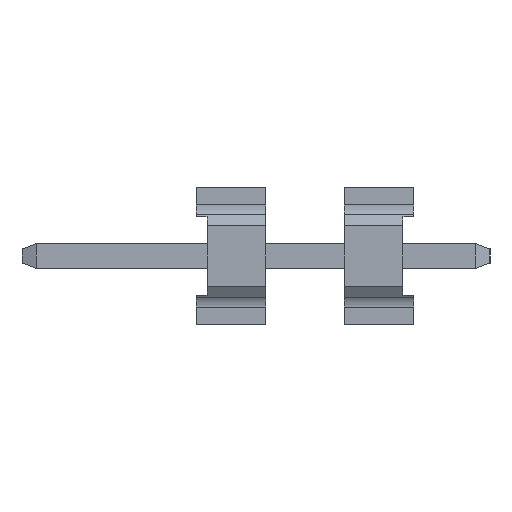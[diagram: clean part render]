
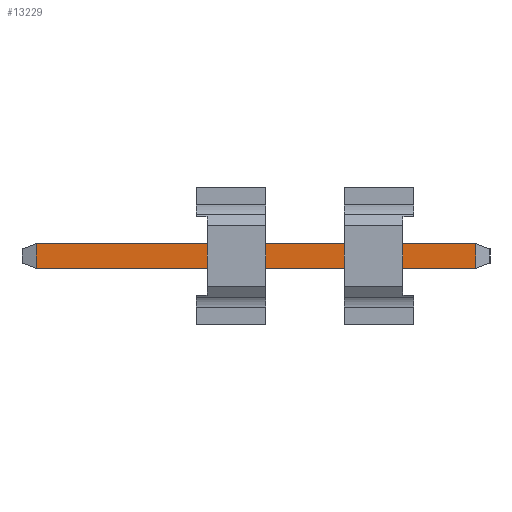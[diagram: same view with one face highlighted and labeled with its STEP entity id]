
A CAD part, left-side view. The second image highlights one B-rep face of the part: STEP entity #13229.
In plain terms, the highlighted planar face has unit normal (-1, 0, 0).
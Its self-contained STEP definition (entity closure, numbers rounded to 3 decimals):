
#12990=CARTESIAN_POINT('',(-0.57,-2.85,-0.57));
#12991=VERTEX_POINT('',#12990);
#13021=CARTESIAN_POINT('',(-0.57,17.35,-0.57));
#13022=VERTEX_POINT('',#13021);
#13023=CARTESIAN_POINT('',(-0.57,-2.85,-0.57));
#13024=DIRECTION('',(0.,1.,0.));
#13025=VECTOR('',#13024,20.2);
#13026=LINE('',#13023,#13025);
#13027=EDGE_CURVE('',#12991,#13022,#13026,.T.);
#13171=CARTESIAN_POINT('',(-0.57,-2.85,0.57));
#13172=VERTEX_POINT('',#13171);
#13197=CARTESIAN_POINT('',(-0.57,-2.85,0.57));
#13198=DIRECTION('',(0.,0.,-1.));
#13199=VECTOR('',#13198,1.14);
#13200=LINE('',#13197,#13199);
#13201=EDGE_CURVE('',#13172,#12991,#13200,.T.);
#13206=CARTESIAN_POINT('',(-0.57,-3.5,-0.57));
#13207=DIRECTION('',(0.,0.,1.));
#13208=DIRECTION('',(-1.,0.,0.));
#13209=AXIS2_PLACEMENT_3D('',#13206,#13208,#13207);
#13210=PLANE('',#13209);
#13211=ORIENTED_EDGE('',*,*,#13027,.F.);
#13212=ORIENTED_EDGE('',*,*,#13201,.F.);
#13213=CARTESIAN_POINT('',(-0.57,17.35,0.57));
#13214=VERTEX_POINT('',#13213);
#13215=CARTESIAN_POINT('',(-0.57,-2.85,0.57));
#13216=DIRECTION('',(0.,1.,0.));
#13217=VECTOR('',#13216,20.2);
#13218=LINE('',#13215,#13217);
#13219=EDGE_CURVE('',#13172,#13214,#13218,.T.);
#13220=ORIENTED_EDGE('',*,*,#13219,.T.);
#13221=CARTESIAN_POINT('',(-0.57,17.35,0.57));
#13222=DIRECTION('',(0.,0.,-1.));
#13223=VECTOR('',#13222,1.14);
#13224=LINE('',#13221,#13223);
#13225=EDGE_CURVE('',#13214,#13022,#13224,.T.);
#13226=ORIENTED_EDGE('',*,*,#13225,.T.);
#13227=EDGE_LOOP('',(#13211,#13212,#13220,#13226));
#13228=FACE_OUTER_BOUND('',#13227,.T.);
#13229=ADVANCED_FACE('',(#13228),#13210,.T.);
